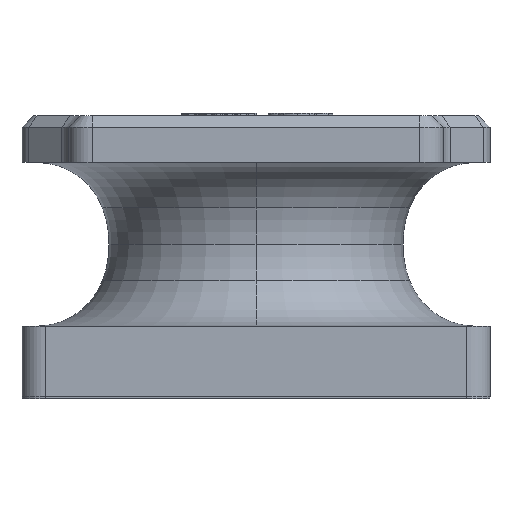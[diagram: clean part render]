
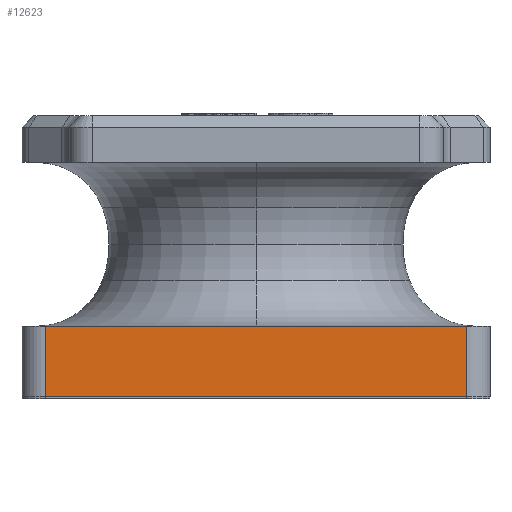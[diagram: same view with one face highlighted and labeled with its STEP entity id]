
A CAD part, left-side view. The second image highlights one B-rep face of the part: STEP entity #12623.
In plain terms, the highlighted planar face has unit normal (-1, 0, 0).
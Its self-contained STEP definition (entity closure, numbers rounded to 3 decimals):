
#64 = AXIS2_PLACEMENT_3D ( 'NONE', #14797, #16562, #9575 ) ;
#106 = ORIENTED_EDGE ( 'NONE', *, *, #2645, .T. ) ;
#242 = DIRECTION ( 'NONE',  ( 0., 0., -1. ) ) ;
#1207 = LINE ( 'NONE', #1419, #6781 ) ;
#1230 = DIRECTION ( 'NONE',  ( 0., 0., -1. ) ) ;
#1419 = CARTESIAN_POINT ( 'NONE',  ( -1.25, 0.9, 0.3 ) ) ;
#2645 = EDGE_CURVE ( 'NONE', #20004, #20389, #8193, .T. ) ;
#2891 = LINE ( 'NONE', #12824, #15588 ) ;
#4412 = VECTOR ( 'NONE', #242, 1000. ) ;
#6781 = VECTOR ( 'NONE', #7942, 1000. ) ;
#7006 = ORIENTED_EDGE ( 'NONE', *, *, #19694, .F. ) ;
#7942 = DIRECTION ( 'NONE',  ( 0., -1., 0. ) ) ;
#8029 = EDGE_CURVE ( 'NONE', #13864, #20004, #2891, .T. ) ;
#8193 = LINE ( 'NONE', #15139, #12499 ) ;
#8365 = CARTESIAN_POINT ( 'NONE',  ( -1.25, 0.9, 0. ) ) ;
#8750 = CARTESIAN_POINT ( 'NONE',  ( -1.25, -0.9, 0. ) ) ;
#8754 = ORIENTED_EDGE ( 'NONE', *, *, #8029, .T. ) ;
#9240 = CARTESIAN_POINT ( 'NONE',  ( -1.25, -0.9, 0.3 ) ) ;
#9575 = DIRECTION ( 'NONE',  ( 0., 0., -1. ) ) ;
#10461 = EDGE_LOOP ( 'NONE', ( #7006, #8754, #106, #17187 ) ) ;
#12499 = VECTOR ( 'NONE', #15037, 1000. ) ;
#12623 = ADVANCED_FACE ( 'NONE', ( #21432 ), #13223, .F. ) ;
#12824 = CARTESIAN_POINT ( 'NONE',  ( -1.25, 0.9, 0.3 ) ) ;
#13223 = PLANE ( 'NONE',  #64 ) ;
#13618 = CARTESIAN_POINT ( 'NONE',  ( -1.25, 0.9, 0.3 ) ) ;
#13864 = VERTEX_POINT ( 'NONE', #13618 ) ;
#14797 = CARTESIAN_POINT ( 'NONE',  ( -1.25, 0.9, 0.3 ) ) ;
#15037 = DIRECTION ( 'NONE',  ( 0., -1., 0. ) ) ;
#15139 = CARTESIAN_POINT ( 'NONE',  ( -1.25, 0.9, 0. ) ) ;
#15588 = VECTOR ( 'NONE', #1230, 1000. ) ;
#16215 = VERTEX_POINT ( 'NONE', #9240 ) ;
#16562 = DIRECTION ( 'NONE',  ( 1., 0., 0. ) ) ;
#17187 = ORIENTED_EDGE ( 'NONE', *, *, #18967, .F. ) ;
#18967 = EDGE_CURVE ( 'NONE', #16215, #20389, #20153, .T. ) ;
#19694 = EDGE_CURVE ( 'NONE', #13864, #16215, #1207, .T. ) ;
#20004 = VERTEX_POINT ( 'NONE', #8365 ) ;
#20153 = LINE ( 'NONE', #21785, #4412 ) ;
#20389 = VERTEX_POINT ( 'NONE', #8750 ) ;
#21432 = FACE_OUTER_BOUND ( 'NONE', #10461, .T. ) ;
#21785 = CARTESIAN_POINT ( 'NONE',  ( -1.25, -0.9, 0.3 ) ) ;
